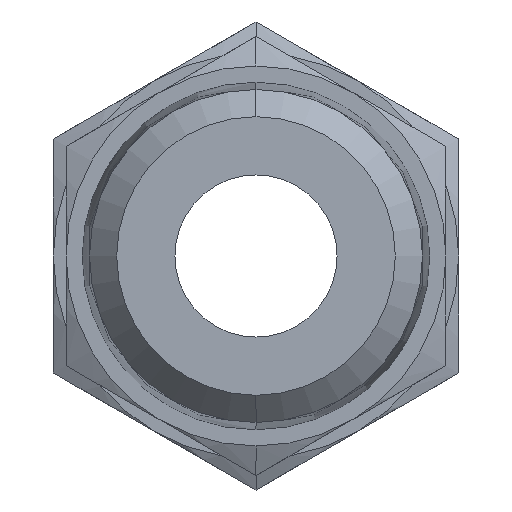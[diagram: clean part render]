
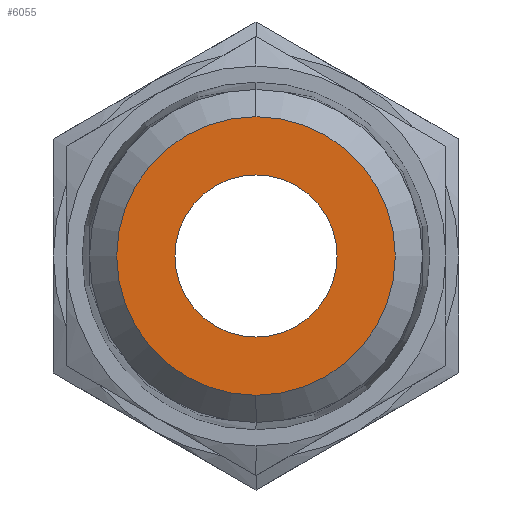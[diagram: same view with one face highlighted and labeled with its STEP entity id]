
A CAD part, left-side view. The second image highlights one B-rep face of the part: STEP entity #6055.
In plain terms, the highlighted planar face has unit normal (-1, 0, 0).
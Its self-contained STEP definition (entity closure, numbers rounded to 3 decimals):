
#84 = EDGE_CURVE ( 'NONE', #4412, #1044, #4688, .T. ) ;
#200 = EDGE_LOOP ( 'NONE', ( #916, #3343 ) ) ;
#216 = DIRECTION ( 'NONE',  ( 0., 0., 1. ) ) ;
#916 = ORIENTED_EDGE ( 'NONE', *, *, #5722, .T. ) ;
#1018 = EDGE_LOOP ( 'NONE', ( #3150, #6180 ) ) ;
#1044 = VERTEX_POINT ( 'NONE', #5302 ) ;
#1066 = CARTESIAN_POINT ( 'NONE',  ( 0., 0., 0. ) ) ;
#1352 = DIRECTION ( 'NONE',  ( 1., 0., 0. ) ) ;
#1562 = AXIS2_PLACEMENT_3D ( 'NONE', #2497, #6331, #2538 ) ;
#1789 = FACE_OUTER_BOUND ( 'NONE', #200, .T. ) ;
#1849 = PLANE ( 'NONE',  #5508 ) ;
#2206 = CARTESIAN_POINT ( 'NONE',  ( 0., 0., -5.498 ) ) ;
#2428 = CARTESIAN_POINT ( 'NONE',  ( 0., 0., -3.27 ) ) ;
#2491 = AXIS2_PLACEMENT_3D ( 'NONE', #7147, #4404, #6607 ) ;
#2497 = CARTESIAN_POINT ( 'NONE',  ( 0., 0., 0. ) ) ;
#2538 = DIRECTION ( 'NONE',  ( 0., 0., -1. ) ) ;
#2904 = FACE_BOUND ( 'NONE', #1018, .T. ) ;
#3150 = ORIENTED_EDGE ( 'NONE', *, *, #84, .T. ) ;
#3343 = ORIENTED_EDGE ( 'NONE', *, *, #6487, .T. ) ;
#3550 = CARTESIAN_POINT ( 'NONE',  ( 0., 0., 0. ) ) ;
#3846 = DIRECTION ( 'NONE',  ( -1., 0., 0. ) ) ;
#4404 = DIRECTION ( 'NONE',  ( -1., 0., 0. ) ) ;
#4412 = VERTEX_POINT ( 'NONE', #6874 ) ;
#4522 = CARTESIAN_POINT ( 'NONE',  ( 0., 0., 5.498 ) ) ;
#4688 = CIRCLE ( 'NONE', #1562, 3.2 ) ;
#4696 = CIRCLE ( 'NONE', #5034, 5.498 ) ;
#4991 = VERTEX_POINT ( 'NONE', #4522 ) ;
#5034 = AXIS2_PLACEMENT_3D ( 'NONE', #1066, #3846, #6104 ) ;
#5236 = DIRECTION ( 'NONE',  ( 0., 0., 1. ) ) ;
#5270 = EDGE_CURVE ( 'NONE', #1044, #4412, #5981, .T. ) ;
#5286 = CIRCLE ( 'NONE', #2491, 5.498 ) ;
#5302 = CARTESIAN_POINT ( 'NONE',  ( 0., 0., 3.2 ) ) ;
#5376 = AXIS2_PLACEMENT_3D ( 'NONE', #3550, #1352, #5236 ) ;
#5508 = AXIS2_PLACEMENT_3D ( 'NONE', #2428, #6846, #216 ) ;
#5722 = EDGE_CURVE ( 'NONE', #6258, #4991, #4696, .T. ) ;
#5981 = CIRCLE ( 'NONE', #5376, 3.2 ) ;
#6055 = ADVANCED_FACE ( 'NONE', ( #2904, #1789 ), #1849, .T. ) ;
#6104 = DIRECTION ( 'NONE',  ( 0., 0., -1. ) ) ;
#6180 = ORIENTED_EDGE ( 'NONE', *, *, #5270, .T. ) ;
#6258 = VERTEX_POINT ( 'NONE', #2206 ) ;
#6331 = DIRECTION ( 'NONE',  ( 1., 0., 0. ) ) ;
#6487 = EDGE_CURVE ( 'NONE', #4991, #6258, #5286, .T. ) ;
#6607 = DIRECTION ( 'NONE',  ( 0., 0., 1. ) ) ;
#6846 = DIRECTION ( 'NONE',  ( -1., 0., 0. ) ) ;
#6874 = CARTESIAN_POINT ( 'NONE',  ( 0., 0., -3.2 ) ) ;
#7147 = CARTESIAN_POINT ( 'NONE',  ( 0., 0., 0. ) ) ;
